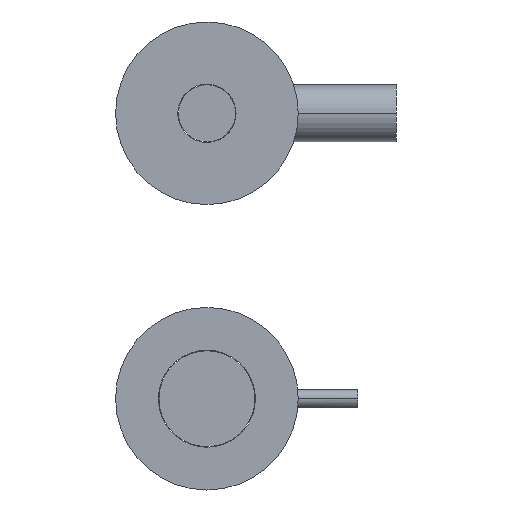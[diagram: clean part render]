
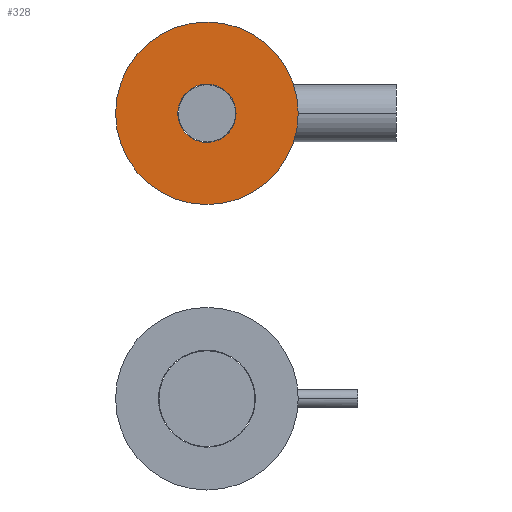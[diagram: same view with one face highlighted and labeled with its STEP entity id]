
A CAD part, left-side view. The second image highlights one B-rep face of the part: STEP entity #328.
In plain terms, the highlighted planar face has unit normal (-1, 0, 0).
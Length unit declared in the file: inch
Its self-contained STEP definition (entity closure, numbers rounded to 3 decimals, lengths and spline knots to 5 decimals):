
#215=CARTESIAN_POINT('',(0.,0.,62.5));
#216=DIRECTION('',(1.,0.,0.));
#217=DIRECTION('',(0.,0.,-1.));
#218=AXIS2_PLACEMENT_3D('',#215,#216,#217);
#220=CARTESIAN_POINT('',(0.,0.,62.5));
#221=DIRECTION('',(1.,0.,0.));
#222=DIRECTION('',(0.,0.,1.));
#223=AXIS2_PLACEMENT_3D('',#220,#221,#222);
#225=CARTESIAN_POINT('',(0.,0.,62.5));
#226=DIRECTION('',(-1.,0.,0.));
#227=DIRECTION('',(0.,0.,-1.));
#228=AXIS2_PLACEMENT_3D('',#225,#226,#227);
#230=CARTESIAN_POINT('',(0.,0.,62.5));
#231=DIRECTION('',(-1.,0.,0.));
#232=DIRECTION('',(0.,0.,1.));
#233=AXIS2_PLACEMENT_3D('',#230,#231,#232);
#291=CARTESIAN_POINT('',(0.,0.,22.5));
#292=CARTESIAN_POINT('',(0.,0.,102.5));
#293=VERTEX_POINT('',#291);
#294=VERTEX_POINT('',#292);
#295=CARTESIAN_POINT('',(0.,0.,49.75));
#296=CARTESIAN_POINT('',(0.,0.,75.25));
#297=VERTEX_POINT('',#295);
#298=VERTEX_POINT('',#296);
#311=CARTESIAN_POINT('',(0.,0.,0.));
#312=DIRECTION('',(1.,0.,0.));
#313=DIRECTION('',(0.,0.,-1.));
#314=AXIS2_PLACEMENT_3D('',#311,#312,#313);
#315=PLANE('',#314);
#317=ORIENTED_EDGE('',*,*,#316,.T.);
#319=ORIENTED_EDGE('',*,*,#318,.T.);
#320=EDGE_LOOP('',(#317,#319));
#321=FACE_OUTER_BOUND('',#320,.F.);
#323=ORIENTED_EDGE('',*,*,#322,.T.);
#325=ORIENTED_EDGE('',*,*,#324,.T.);
#326=EDGE_LOOP('',(#323,#325));
#327=FACE_BOUND('',#326,.F.);
#328=ADVANCED_FACE('',(#321,#327),#315,.F.);
#219=CIRCLE('',#218,40.);
#224=CIRCLE('',#223,40.);
#229=CIRCLE('',#228,12.75);
#234=CIRCLE('',#233,12.75);
#316=EDGE_CURVE('',#293,#294,#219,.T.);
#318=EDGE_CURVE('',#294,#293,#224,.T.);
#322=EDGE_CURVE('',#297,#298,#229,.T.);
#324=EDGE_CURVE('',#298,#297,#234,.T.);
